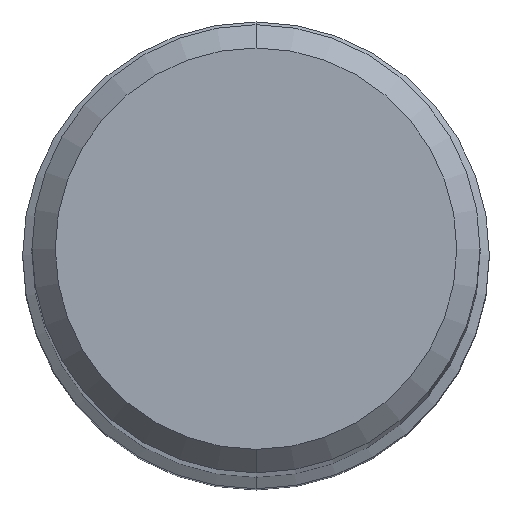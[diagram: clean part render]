
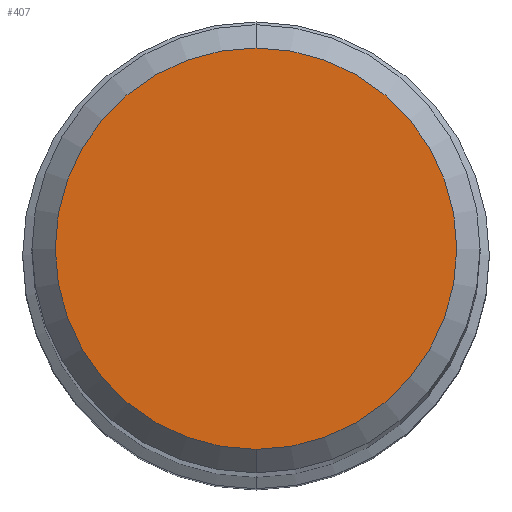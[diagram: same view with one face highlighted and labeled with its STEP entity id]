
A CAD part, top view. The second image highlights one B-rep face of the part: STEP entity #407.
In plain terms, the highlighted planar face has unit normal (0, 0, 1).
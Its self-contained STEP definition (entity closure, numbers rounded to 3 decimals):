
#243=VERTEX_POINT('',#632);
#293=EDGE_CURVE('',#243,#441,#690,.T.);
#407=ADVANCED_FACE('',(#816),#817,.T.);
#441=VERTEX_POINT('',#856);
#581=EDGE_CURVE('',#441,#243,#1009,.T.);
#632=CARTESIAN_POINT('',(0.,-4.3,0.0));
#690=CIRCLE('',#1184,4.3);
#816=FACE_OUTER_BOUND('',#1401,.T.);
#817=PLANE('',#1402);
#856=CARTESIAN_POINT('',(0.0,4.3,0.0));
#1009=CIRCLE('',#1795,4.3);
#1184=AXIS2_PLACEMENT_3D('',#1903,#1904,#1905);
#1401=EDGE_LOOP('',(#2047,#2048));
#1402=AXIS2_PLACEMENT_3D('',#2049,#2050,#2051);
#1795=AXIS2_PLACEMENT_3D('',#2277,#2278,#2279);
#1903=CARTESIAN_POINT('',(0.0,0.0,0.0));
#1904=DIRECTION('',(0.0,0.0,-1.0));
#1905=DIRECTION('',(0.0,1.0,0.0));
#2047=ORIENTED_EDGE('',*,*,#581,.F.);
#2048=ORIENTED_EDGE('',*,*,#293,.F.);
#2049=CARTESIAN_POINT('',(0.0,2.15,0.0));
#2050=DIRECTION('',(-0.0,0.0,1.0));
#2051=DIRECTION('',(0.0,-1.0,0.0));
#2277=CARTESIAN_POINT('',(0.0,0.0,0.0));
#2278=DIRECTION('',(0.0,0.0,-1.0));
#2279=DIRECTION('',(0.0,1.0,0.0));
